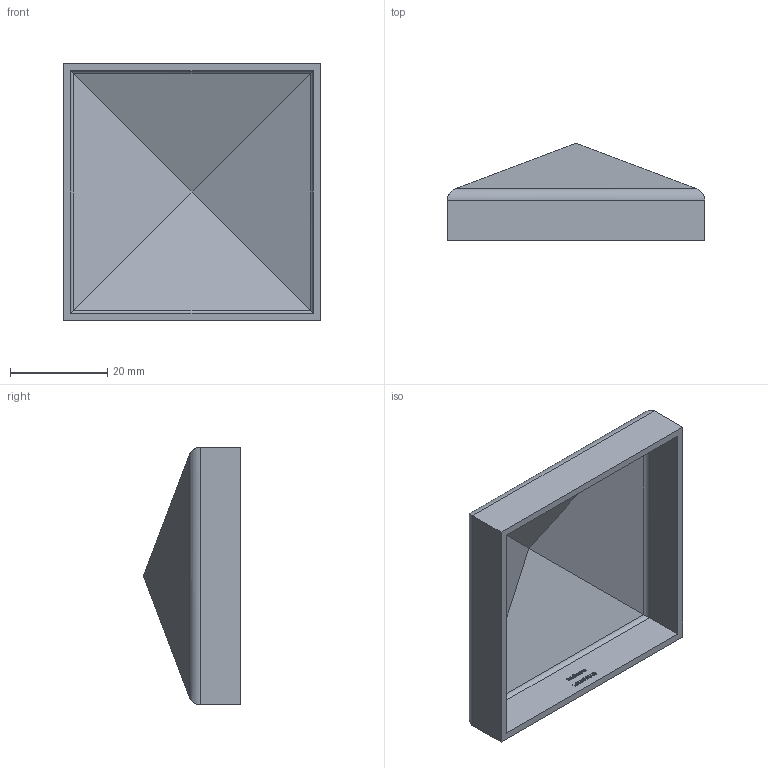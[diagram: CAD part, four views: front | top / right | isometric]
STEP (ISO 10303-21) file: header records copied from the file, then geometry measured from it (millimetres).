
FILE_DESCRIPTION (( 'STEP AP203' ), '1' );
FILE_NAME ('165-50V2AG.step', '2019-09-18T09:10:38', ( '' ), ( '' ), 'SwSTEP 2.0', 'SolidWorks 2015', '' );
FILE_SCHEMA (( 'CONFIG_CONTROL_DESIGN' ));
Length unit declared in the file: millimetre
Products named in the file (1): 165-50V2AG
Bounding box: 53 x 20 x 53 mm (x, y, z)
Volume: 7089.1 mm3; surface area: 9773.5 mm2
Topology: 1 solids, 1 shells, 257 faces, 668 edges, 438 vertices
Faces by surface type: plane 148, bspline 97, cylinder 12
Entity records: 13193 total; most frequent: CARTESIAN_POINT 7529, ORIENTED_EDGE 1336, DIRECTION 784, EDGE_CURVE 668, VECTOR 462, LINE 462, VERTEX_POINT 438, EDGE_LOOP 282
